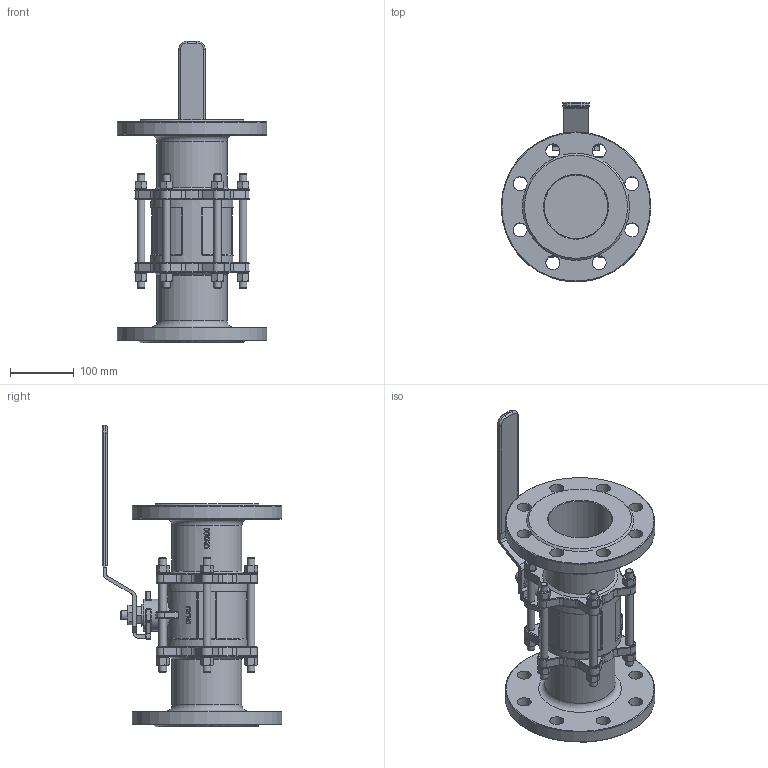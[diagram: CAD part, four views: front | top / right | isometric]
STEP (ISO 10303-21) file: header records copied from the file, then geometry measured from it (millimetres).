
FILE_DESCRIPTION(/* description */ (''),/* implementation_level */ '2;1');
FILE_NAME(/* name */ 'DN100_3D_STEP.stp',/* time_stamp */ '2025-12-16T00:21:09+03:00',/* author */ ('igorr'),/* organization */ (''),/* preprocessor_version */ 'ST-DEVELOPER v20',/* originating_system */ 'Autodesk Inventor 2025',/* authorisation */ '');
FILE_SCHEMA (('AUTOMOTIVE_DESIGN { 1 0 10303 214 3 1 1 }'));
Length unit declared in the file: millimetre
Products named in the file (7): Сборка; Деталь1; Деталь6; Деталь2; BS 3692 - M18; AS 1237 - 10; ANSI B18.2.4.2M - M12x1,75
Assembly tree (30 placements, depth 2):
  Сборка
    Деталь1
    Деталь6
    Деталь2  x2
    BS 3692 - M18  x2
    ANSI B18.2.4.2M - M12x1,75  x12
    AS 1237 - 10  x12
Bounding box: 235 x 281.86 x 473 mm (x, y, z)
Volume: 3873827.6 mm3; surface area: 577230.7 mm2
Topology: 48 solids, 48 shells, 1309 faces, 3007 edges, 1823 vertices
Faces by surface type: plane 427, cylinder 333, cone 220, torus 151, bspline 146, sphere 32
Full cylindrical faces by diameter (mm): 10.106 x12, 10.5 x12, 12 x18, 13 x14, 15.294 x2, 18 x12, 20.8 x1, 22 x16, 34.454 x1, 50 x1, 100 x2, 110 x2, 130 x1, 235 x2
Entity records: 25641 total; most frequent: CARTESIAN_POINT 7526, ORIENTED_EDGE 3584, DIRECTION 3552, EDGE_CURVE 1792, AXIS2_PLACEMENT_3D 1401, VERTEX_POINT 1092, EDGE_LOOP 826, FACE_OUTER_BOUND 761
